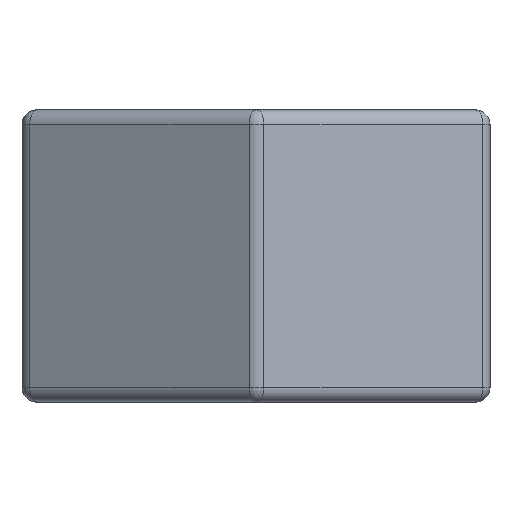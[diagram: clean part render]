
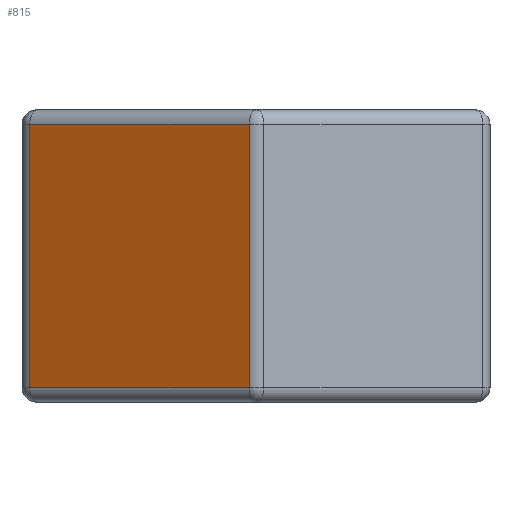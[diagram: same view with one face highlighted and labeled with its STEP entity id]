
A CAD part, left-side view. The second image highlights one B-rep face of the part: STEP entity #815.
In plain terms, the highlighted planar face has unit normal (-0.867, 0.498, 0).
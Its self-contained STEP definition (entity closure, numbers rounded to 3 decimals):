
#22=PLANE('',#920);
#77=FACE_OUTER_BOUND('',#131,.T.);
#131=EDGE_LOOP('',(#647,#648,#649,#650));
#257=LINE('',#1663,#305);
#258=LINE('',#1671,#306);
#260=LINE('',#1677,#308);
#261=LINE('',#1678,#309);
#305=VECTOR('',#1114,10.);
#306=VECTOR('',#1125,10.);
#308=VECTOR('',#1131,10.);
#309=VECTOR('',#1132,10.);
#378=VERTEX_POINT('',#1658);
#379=VERTEX_POINT('',#1662);
#381=VERTEX_POINT('',#1670);
#383=VERTEX_POINT('',#1676);
#477=EDGE_CURVE('',#378,#379,#257,.T.);
#481=EDGE_CURVE('',#379,#381,#258,.T.);
#484=EDGE_CURVE('',#383,#378,#260,.T.);
#485=EDGE_CURVE('',#381,#383,#261,.T.);
#647=ORIENTED_EDGE('',*,*,#477,.F.);
#648=ORIENTED_EDGE('',*,*,#484,.F.);
#649=ORIENTED_EDGE('',*,*,#485,.F.);
#650=ORIENTED_EDGE('',*,*,#481,.F.);
#815=ADVANCED_FACE('',(#77),#22,.T.);
#920=AXIS2_PLACEMENT_3D('',#1675,#1129,#1130);
#1114=DIRECTION('',(0.,0.,1.));
#1125=DIRECTION('',(-0.499,-0.867,0.));
#1129=DIRECTION('center_axis',(-0.867,0.499,0.));
#1130=DIRECTION('ref_axis',(-0.499,-0.867,0.));
#1131=DIRECTION('',(0.499,0.867,0.));
#1132=DIRECTION('',(0.,0.,-1.));
#1658=CARTESIAN_POINT('',(14.045,-23.452,0.1));
#1662=CARTESIAN_POINT('',(14.045,-23.452,1.9));
#1663=CARTESIAN_POINT('',(14.045,-23.452,0.));
#1670=CARTESIAN_POINT('',(13.181,-24.953,1.9));
#1671=CARTESIAN_POINT('',(13.843,-23.802,1.9));
#1675=CARTESIAN_POINT('Origin',(14.074,-23.402,0.));
#1676=CARTESIAN_POINT('',(13.181,-24.953,0.1));
#1677=CARTESIAN_POINT('',(13.843,-23.802,0.1));
#1678=CARTESIAN_POINT('',(13.181,-24.953,0.));
